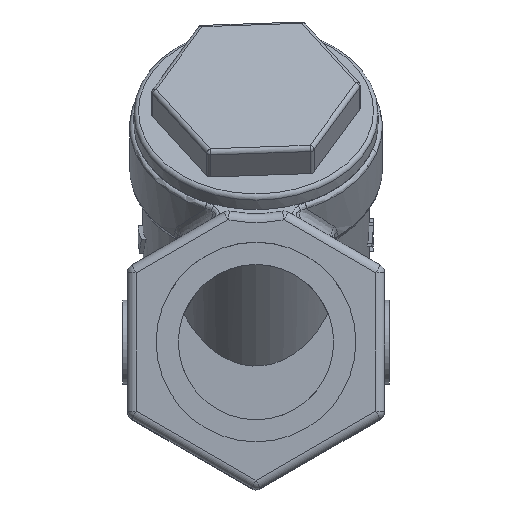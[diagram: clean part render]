
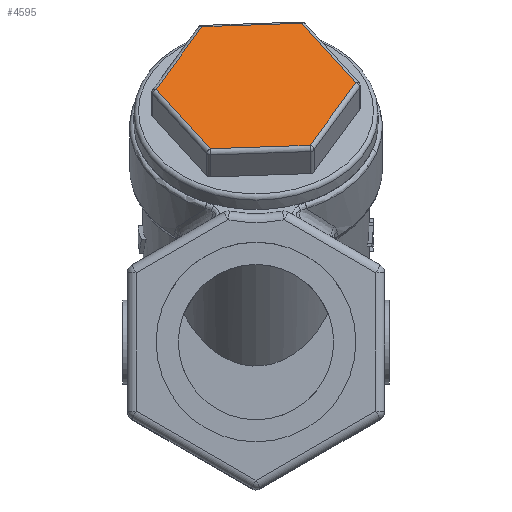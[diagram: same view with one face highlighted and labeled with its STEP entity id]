
A CAD part, top view. The second image highlights one B-rep face of the part: STEP entity #4595.
In plain terms, the highlighted planar face has unit normal (0, 0.707, 0.707).
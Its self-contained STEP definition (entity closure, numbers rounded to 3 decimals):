
#212=PLANE('',#4923);
#412=FACE_OUTER_BOUND('',#724,.T.);
#724=EDGE_LOOP('',(#3555,#3556,#3557,#3558,#3559,#3560));
#1454=LINE('',#9814,#1664);
#1460=LINE('',#9843,#1670);
#1466=LINE('',#9872,#1676);
#1468=LINE('',#9875,#1678);
#1470=LINE('',#9878,#1680);
#1472=LINE('',#9881,#1682);
#1664=VECTOR('',#5524,10.);
#1670=VECTOR('',#5556,10.);
#1676=VECTOR('',#5588,10.);
#1678=VECTOR('',#5592,10.);
#1680=VECTOR('',#5596,10.);
#1682=VECTOR('',#5600,10.);
#1994=VERTEX_POINT('',#9785);
#2001=VERTEX_POINT('',#9802);
#2006=VERTEX_POINT('',#9818);
#2011=VERTEX_POINT('',#9831);
#2016=VERTEX_POINT('',#9847);
#2021=VERTEX_POINT('',#9860);
#2526=EDGE_CURVE('',#1994,#2001,#1454,.T.);
#2540=EDGE_CURVE('',#2001,#2011,#1460,.T.);
#2554=EDGE_CURVE('',#2011,#2021,#1466,.T.);
#2556=EDGE_CURVE('',#2021,#2016,#1468,.T.);
#2558=EDGE_CURVE('',#2016,#2006,#1470,.T.);
#2560=EDGE_CURVE('',#2006,#1994,#1472,.T.);
#3555=ORIENTED_EDGE('',*,*,#2526,.F.);
#3556=ORIENTED_EDGE('',*,*,#2560,.F.);
#3557=ORIENTED_EDGE('',*,*,#2558,.F.);
#3558=ORIENTED_EDGE('',*,*,#2556,.F.);
#3559=ORIENTED_EDGE('',*,*,#2554,.F.);
#3560=ORIENTED_EDGE('',*,*,#2540,.F.);
#4595=ADVANCED_FACE('',(#412),#212,.T.);
#4923=AXIS2_PLACEMENT_3D('',#9889,#5611,#5612);
#5524=DIRECTION('',(-0.999,-0.034,0.034));
#5556=DIRECTION('',(-0.541,0.595,-0.595));
#5588=DIRECTION('',(0.458,0.629,-0.629));
#5592=DIRECTION('',(0.999,0.034,-0.034));
#5596=DIRECTION('',(0.541,-0.595,0.595));
#5600=DIRECTION('',(-0.458,-0.629,0.629));
#5611=DIRECTION('center_axis',(0.,0.707,0.707));
#5612=DIRECTION('ref_axis',(1.,0.,0.));
#9785=CARTESIAN_POINT('',(12.189,44.322,102.159));
#9802=CARTESIAN_POINT('',(-10.301,43.551,102.929));
#9814=CARTESIAN_POINT('',(-4.967,43.734,102.746));
#9818=CARTESIAN_POINT('',(22.49,58.479,88.001));
#9831=CARTESIAN_POINT('',(-22.49,56.938,89.542));
#9843=CARTESIAN_POINT('',(-19.599,53.763,92.717));
#9847=CARTESIAN_POINT('',(10.301,71.867,74.614));
#9860=CARTESIAN_POINT('',(-12.189,71.096,75.384));
#9872=CARTESIAN_POINT('',(-14.632,67.738,78.742));
#9875=CARTESIAN_POINT('',(4.967,71.684,74.796));
#9878=CARTESIAN_POINT('',(19.599,61.655,84.826));
#9881=CARTESIAN_POINT('',(14.632,47.68,98.801));
#9889=CARTESIAN_POINT('Origin',(0.,57.709,
88.771));
